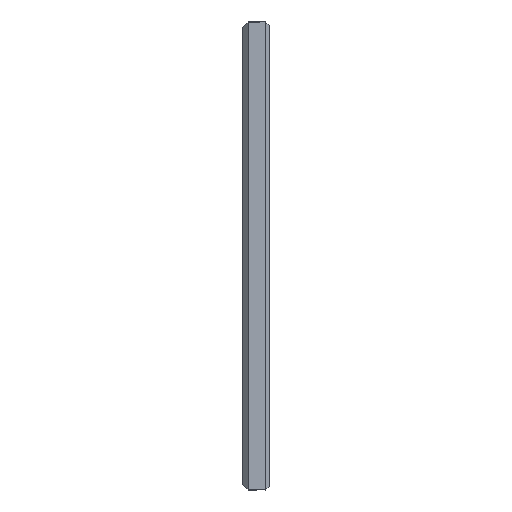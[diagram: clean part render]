
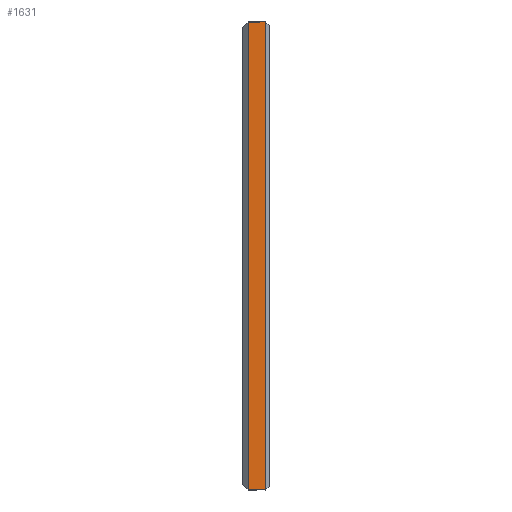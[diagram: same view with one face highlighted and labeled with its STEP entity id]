
A CAD part, left-side view. The second image highlights one B-rep face of the part: STEP entity #1631.
In plain terms, the highlighted planar face has unit normal (-1, 0, 0).
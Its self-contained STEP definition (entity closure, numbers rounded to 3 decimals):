
#11 = CARTESIAN_POINT ( 'NONE',  ( -118.223, 4., 46.179 ) ) ;
#66 = EDGE_CURVE ( 'NONE', #6313, #9287, #7840, .T. ) ;
#700 = AXIS2_PLACEMENT_3D ( 'NONE', #2720, #3506, #6336 ) ;
#1042 = VECTOR ( 'NONE', #4210, 1000. ) ;
#1469 = VERTEX_POINT ( 'NONE', #7587 ) ;
#1631 = ADVANCED_FACE ( 'NONE', ( #2771 ), #3365, .T. ) ;
#1773 = ORIENTED_EDGE ( 'NONE', *, *, #6541, .T. ) ;
#1814 = CARTESIAN_POINT ( 'NONE',  ( -118.223, 0.7, -41.821 ) ) ;
#2226 = CARTESIAN_POINT ( 'NONE',  ( -118.223, 0.7, -19.821 ) ) ;
#2672 = ORIENTED_EDGE ( 'NONE', *, *, #7468, .T. ) ;
#2683 = ORIENTED_EDGE ( 'NONE', *, *, #5855, .F. ) ;
#2720 = CARTESIAN_POINT ( 'NONE',  ( -118.223, 0., -41.821 ) ) ;
#2771 = FACE_OUTER_BOUND ( 'NONE', #4236, .T. ) ;
#3365 = PLANE ( 'NONE',  #700 ) ;
#3457 = LINE ( 'NONE', #6519, #6400 ) ;
#3506 = DIRECTION ( 'NONE',  ( -1., 0., 0. ) ) ;
#3578 = LINE ( 'NONE', #6601, #3682 ) ;
#3682 = VECTOR ( 'NONE', #6801, 1000. ) ;
#4210 = DIRECTION ( 'NONE',  ( 0., -1., 0. ) ) ;
#4236 = EDGE_LOOP ( 'NONE', ( #2683, #2672, #1773, #7368 ) ) ;
#4860 = CARTESIAN_POINT ( 'NONE',  ( -118.223, 0., -41.821 ) ) ;
#5855 = EDGE_CURVE ( 'NONE', #1469, #9287, #7527, .T. ) ;
#6313 = VERTEX_POINT ( 'NONE', #7058 ) ;
#6336 = DIRECTION ( 'NONE',  ( 0., 0., 1. ) ) ;
#6400 = VECTOR ( 'NONE', #8018, 1000. ) ;
#6519 = CARTESIAN_POINT ( 'NONE',  ( -118.223, 0., 46.179 ) ) ;
#6541 = EDGE_CURVE ( 'NONE', #8402, #6313, #3578, .T. ) ;
#6601 = CARTESIAN_POINT ( 'NONE',  ( -118.223, 4., -41.821 ) ) ;
#6801 = DIRECTION ( 'NONE',  ( 0., 0., -1. ) ) ;
#6883 = DIRECTION ( 'NONE',  ( 0., 0., -1. ) ) ;
#7058 = CARTESIAN_POINT ( 'NONE',  ( -118.223, 4., -41.821 ) ) ;
#7368 = ORIENTED_EDGE ( 'NONE', *, *, #66, .T. ) ;
#7468 = EDGE_CURVE ( 'NONE', #1469, #8402, #3457, .T. ) ;
#7527 = LINE ( 'NONE', #2226, #9379 ) ;
#7587 = CARTESIAN_POINT ( 'NONE',  ( -118.223, 0.7, 46.179 ) ) ;
#7840 = LINE ( 'NONE', #4860, #1042 ) ;
#8018 = DIRECTION ( 'NONE',  ( 0., 1., 0. ) ) ;
#8402 = VERTEX_POINT ( 'NONE', #11 ) ;
#9287 = VERTEX_POINT ( 'NONE', #1814 ) ;
#9379 = VECTOR ( 'NONE', #6883, 1000. ) ;
